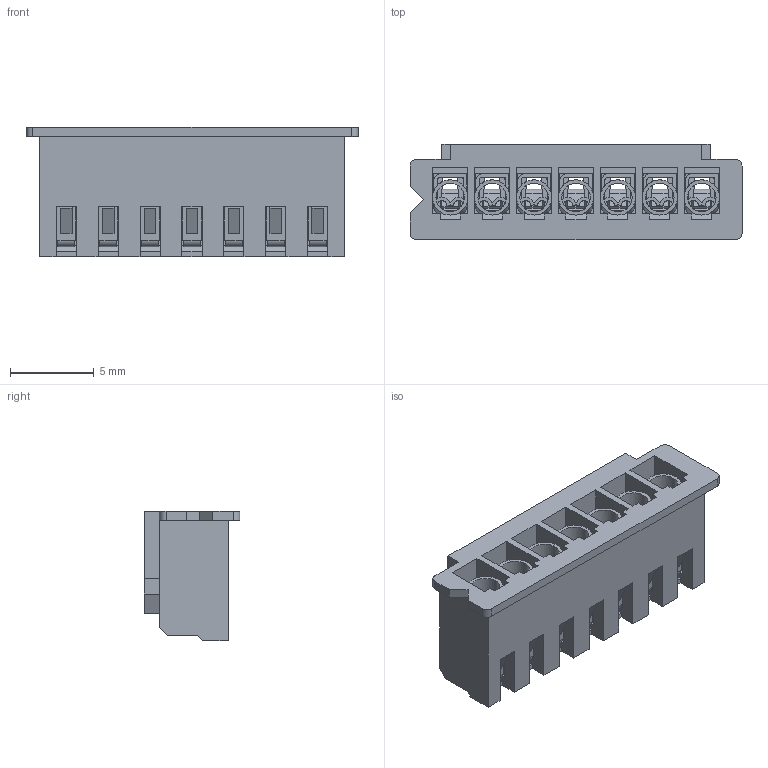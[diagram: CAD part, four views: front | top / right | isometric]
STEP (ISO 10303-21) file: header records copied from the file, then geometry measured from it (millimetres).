
FILE_DESCRIPTION(('STEP AP214'), '1');
FILE_NAME('XHP', '', ('UNSPECIFIED'), ('UNSPECIFIED'), 'ASCON STEP Converter 1.6', 'ASCON Math Kernel', '');
FILE_SCHEMA(('AUTOMOTIVE_DESIGN { 1 0 10303 214 3 1 1}'));
Length unit declared in the file: millimetre
Products named in the file (1): XHP
Bounding box: 19.8 x 5.7 x 7.75 mm (x, y, z)
Volume: 319.1 mm3; surface area: 1656.9 mm2
Topology: 8 solids, 8 shells, 630 faces, 1742 edges, 1100 vertices
Faces by surface type: plane 479, cylinder 137, bspline 14
Full cylindrical faces by diameter (mm): 1.7 x7, 2.1 x7
Entity records: 29460 total; most frequent: CARTESIAN_POINT 8193, ORIENTED_EDGE 3456, DIRECTION 3180, EDGE_CURVE 1728, LINE 1426, VECTOR 1426, VERTEX_POINT 1100, AXIS2_PLACEMENT_3D 877
